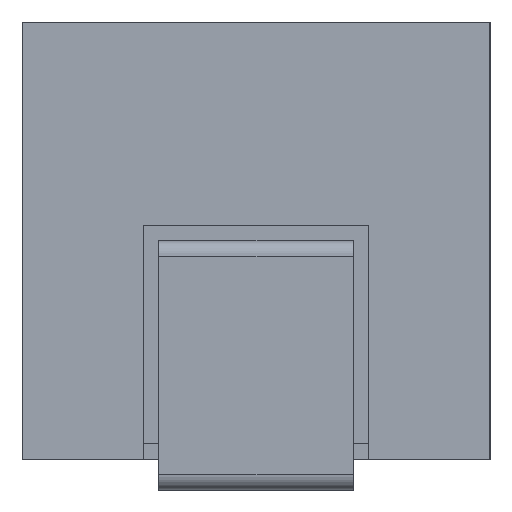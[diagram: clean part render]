
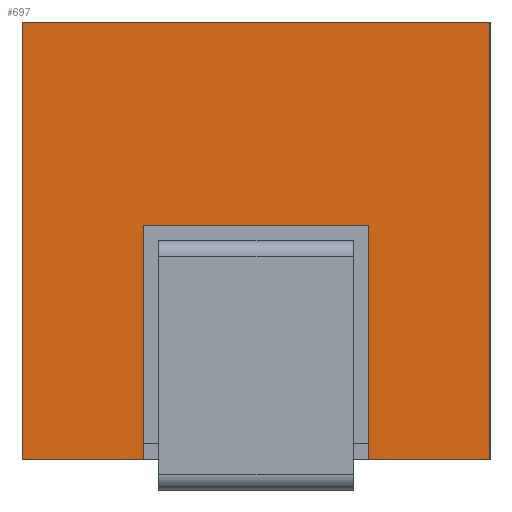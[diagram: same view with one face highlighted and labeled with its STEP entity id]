
A CAD part, left-side view. The second image highlights one B-rep face of the part: STEP entity #697.
In plain terms, the highlighted planar face has unit normal (-1, 0, 0).
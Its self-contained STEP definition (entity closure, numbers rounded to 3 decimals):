
#43=PLANE('',#747);
#81=FACE_OUTER_BOUND('',#119,.T.);
#119=EDGE_LOOP('',(#589,#590,#591,#592,#593,#594,#595,#596));
#173=LINE('',#1047,#261);
#187=LINE('',#1076,#275);
#188=LINE('',#1078,#276);
#189=LINE('',#1080,#277);
#190=LINE('',#1082,#278);
#191=LINE('',#1084,#279);
#192=LINE('',#1086,#280);
#193=LINE('',#1087,#281);
#261=VECTOR('',#861,1.47);
#275=VECTOR('',#883,1.525);
#276=VECTOR('',#884,1.525);
#277=VECTOR('',#885,0.79);
#278=VECTOR('',#886,2.85);
#279=VECTOR('',#887,3.05);
#280=VECTOR('',#888,2.85);
#281=VECTOR('',#889,0.79);
#349=VERTEX_POINT('',#1045);
#350=VERTEX_POINT('',#1046);
#361=VERTEX_POINT('',#1075);
#362=VERTEX_POINT('',#1077);
#363=VERTEX_POINT('',#1079);
#364=VERTEX_POINT('',#1081);
#365=VERTEX_POINT('',#1083);
#366=VERTEX_POINT('',#1085);
#429=EDGE_CURVE('',#349,#350,#173,.T.);
#443=EDGE_CURVE('',#361,#349,#187,.T.);
#444=EDGE_CURVE('',#350,#362,#188,.T.);
#445=EDGE_CURVE('',#362,#363,#189,.T.);
#446=EDGE_CURVE('',#363,#364,#190,.T.);
#447=EDGE_CURVE('',#365,#364,#191,.T.);
#448=EDGE_CURVE('',#366,#365,#192,.T.);
#449=EDGE_CURVE('',#366,#361,#193,.T.);
#589=ORIENTED_EDGE('',*,*,#443,.T.);
#590=ORIENTED_EDGE('',*,*,#429,.T.);
#591=ORIENTED_EDGE('',*,*,#444,.T.);
#592=ORIENTED_EDGE('',*,*,#445,.T.);
#593=ORIENTED_EDGE('',*,*,#446,.T.);
#594=ORIENTED_EDGE('',*,*,#447,.F.);
#595=ORIENTED_EDGE('',*,*,#448,.F.);
#596=ORIENTED_EDGE('',*,*,#449,.T.);
#697=ADVANCED_FACE('',(#81),#43,.T.);
#747=AXIS2_PLACEMENT_3D('',#1074,#881,#882);
#861=DIRECTION('',(0.,-1.,0.));
#881=DIRECTION('center_axis',(-1.,0.,0.));
#882=DIRECTION('ref_axis',(0.,-1.,0.));
#883=DIRECTION('',(0.,0.,1.));
#884=DIRECTION('',(0.,0.,-1.));
#885=DIRECTION('',(0.,-1.,0.));
#886=DIRECTION('',(0.,0.,1.));
#887=DIRECTION('',(0.,-1.,0.));
#888=DIRECTION('',(0.,0.,1.));
#889=DIRECTION('',(0.,-1.,0.));
#1045=CARTESIAN_POINT('',(-4.6,0.735,1.725));
#1046=CARTESIAN_POINT('',(-4.6,-0.735,1.725));
#1047=CARTESIAN_POINT('',(-4.6,1.13,1.725));
#1074=CARTESIAN_POINT('Origin',(-4.6,1.525,0.2));
#1075=CARTESIAN_POINT('',(-4.6,0.735,0.2));
#1076=CARTESIAN_POINT('',(-4.6,0.735,0.1));
#1077=CARTESIAN_POINT('',(-4.6,-0.735,0.2));
#1078=CARTESIAN_POINT('',(-4.6,-0.735,0.1));
#1079=CARTESIAN_POINT('',(-4.6,-1.525,0.2));
#1080=CARTESIAN_POINT('',(-4.6,1.525,0.2));
#1081=CARTESIAN_POINT('',(-4.6,-1.525,3.05));
#1082=CARTESIAN_POINT('',(-4.6,-1.525,0.2));
#1083=CARTESIAN_POINT('',(-4.6,1.525,3.05));
#1084=CARTESIAN_POINT('',(-4.6,1.525,3.05));
#1085=CARTESIAN_POINT('',(-4.6,1.525,0.2));
#1086=CARTESIAN_POINT('',(-4.6,1.525,0.2));
#1087=CARTESIAN_POINT('',(-4.6,1.525,0.2));
